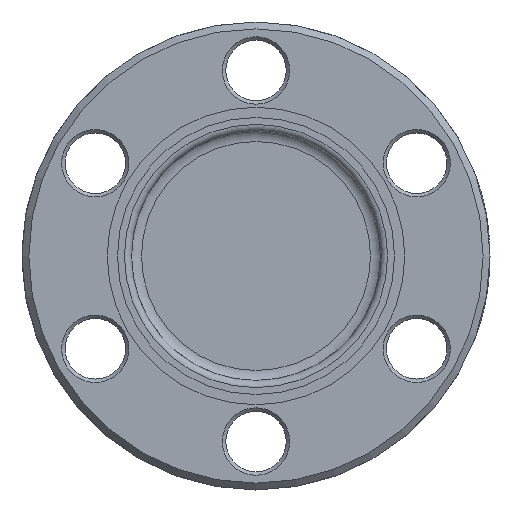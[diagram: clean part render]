
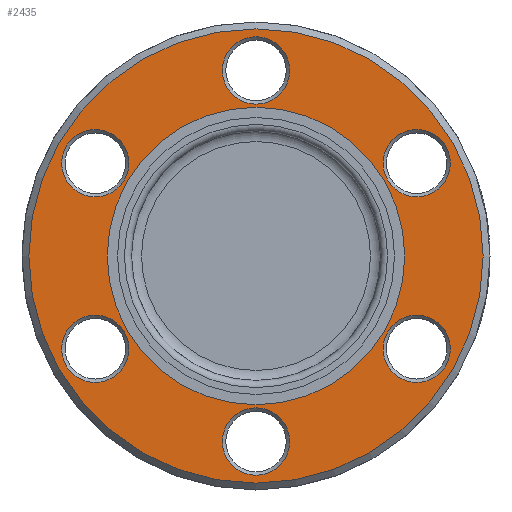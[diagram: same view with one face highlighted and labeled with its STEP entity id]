
A CAD part, front view. The second image highlights one B-rep face of the part: STEP entity #2435.
In plain terms, the highlighted planar face has unit normal (0, -1, 0).
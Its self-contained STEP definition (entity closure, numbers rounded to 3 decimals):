
#228=FACE_BOUND('',#461,.T.);
#229=FACE_BOUND('',#462,.T.);
#230=FACE_BOUND('',#463,.T.);
#231=FACE_BOUND('',#464,.T.);
#232=FACE_BOUND('',#465,.T.);
#233=FACE_BOUND('',#466,.T.);
#234=FACE_BOUND('',#467,.T.);
#256=PLANE('',#2679);
#312=FACE_OUTER_BOUND('',#460,.T.);
#460=EDGE_LOOP('',(#1668));
#461=EDGE_LOOP('',(#1669));
#462=EDGE_LOOP('',(#1670));
#463=EDGE_LOOP('',(#1671));
#464=EDGE_LOOP('',(#1672));
#465=EDGE_LOOP('',(#1673));
#466=EDGE_LOOP('',(#1674));
#467=EDGE_LOOP('',(#1675));
#925=CIRCLE('',#2678,16.525);
#926=CIRCLE('',#2680,2.45);
#927=CIRCLE('',#2681,2.45);
#928=CIRCLE('',#2682,2.45);
#929=CIRCLE('',#2683,10.825);
#930=CIRCLE('',#2684,2.45);
#931=CIRCLE('',#2685,2.45);
#932=CIRCLE('',#2686,2.45);
#1041=VERTEX_POINT('',#3589);
#1042=VERTEX_POINT('',#3593);
#1043=VERTEX_POINT('',#3595);
#1044=VERTEX_POINT('',#3597);
#1045=VERTEX_POINT('',#3599);
#1046=VERTEX_POINT('',#3601);
#1047=VERTEX_POINT('',#3603);
#1048=VERTEX_POINT('',#3605);
#1289=EDGE_CURVE('',#1041,#1041,#925,.T.);
#1290=EDGE_CURVE('',#1042,#1042,#926,.T.);
#1291=EDGE_CURVE('',#1043,#1043,#927,.T.);
#1292=EDGE_CURVE('',#1044,#1044,#928,.T.);
#1293=EDGE_CURVE('',#1045,#1045,#929,.T.);
#1294=EDGE_CURVE('',#1046,#1046,#930,.T.);
#1295=EDGE_CURVE('',#1047,#1047,#931,.T.);
#1296=EDGE_CURVE('',#1048,#1048,#932,.T.);
#1668=ORIENTED_EDGE('',*,*,#1289,.F.);
#1669=ORIENTED_EDGE('',*,*,#1290,.F.);
#1670=ORIENTED_EDGE('',*,*,#1291,.F.);
#1671=ORIENTED_EDGE('',*,*,#1292,.F.);
#1672=ORIENTED_EDGE('',*,*,#1293,.T.);
#1673=ORIENTED_EDGE('',*,*,#1294,.F.);
#1674=ORIENTED_EDGE('',*,*,#1295,.F.);
#1675=ORIENTED_EDGE('',*,*,#1296,.F.);
#2435=ADVANCED_FACE('',(#312,#228,#229,#230,#231,#232,#233,#234),#256,.T.);
#2678=AXIS2_PLACEMENT_3D('',#3591,#2939,#2940);
#2679=AXIS2_PLACEMENT_3D('',#3592,#2941,#2942);
#2680=AXIS2_PLACEMENT_3D('',#3594,#2943,#2944);
#2681=AXIS2_PLACEMENT_3D('',#3596,#2945,#2946);
#2682=AXIS2_PLACEMENT_3D('',#3598,#2947,#2948);
#2683=AXIS2_PLACEMENT_3D('',#3600,#2949,#2950);
#2684=AXIS2_PLACEMENT_3D('',#3602,#2951,#2952);
#2685=AXIS2_PLACEMENT_3D('',#3604,#2953,#2954);
#2686=AXIS2_PLACEMENT_3D('',#3606,#2955,#2956);
#2939=DIRECTION('center_axis',(0.,1.,0.));
#2940=DIRECTION('ref_axis',(1.,0.,0.));
#2941=DIRECTION('center_axis',(0.,-1.,0.));
#2942=DIRECTION('ref_axis',(0.,0.,-1.));
#2943=DIRECTION('center_axis',(0.,-1.,0.));
#2944=DIRECTION('ref_axis',(0.5,0.,0.866));
#2945=DIRECTION('center_axis',(0.,-1.,0.));
#2946=DIRECTION('ref_axis',(-1.,0.,0.));
#2947=DIRECTION('center_axis',(0.,-1.,0.));
#2948=DIRECTION('ref_axis',(0.5,0.,-0.866));
#2949=DIRECTION('center_axis',(0.,1.,0.));
#2950=DIRECTION('ref_axis',(1.,0.,0.));
#2951=DIRECTION('center_axis',(0.,-1.,0.));
#2952=DIRECTION('ref_axis',(1.,0.,0.));
#2953=DIRECTION('center_axis',(0.,-1.,0.));
#2954=DIRECTION('ref_axis',(-0.5,0.,-0.866));
#2955=DIRECTION('center_axis',(0.,-1.,0.));
#2956=DIRECTION('ref_axis',(-0.5,0.,0.866));
#3589=CARTESIAN_POINT('',(-16.525,0.,0.));
#3591=CARTESIAN_POINT('Origin',(0.,0.,0.));
#3592=CARTESIAN_POINT('Origin',(-17.025,0.,0.));
#3593=CARTESIAN_POINT('',(10.466,0.,-8.872));
#3594=CARTESIAN_POINT('Origin',(11.691,0.,-6.75));
#3595=CARTESIAN_POINT('',(2.45,0.,13.5));
#3596=CARTESIAN_POINT('Origin',(0.,0.,
13.5));
#3597=CARTESIAN_POINT('',(-12.916,0.,-4.628));
#3598=CARTESIAN_POINT('Origin',(-11.691,0.,
-6.75));
#3599=CARTESIAN_POINT('',(10.825,0.,0.));
#3600=CARTESIAN_POINT('Origin',(0.,0.,0.));
#3601=CARTESIAN_POINT('',(-2.45,0.,-13.5));
#3602=CARTESIAN_POINT('Origin',(0.,0.,-13.5));
#3603=CARTESIAN_POINT('',(-10.466,0.,8.872));
#3604=CARTESIAN_POINT('Origin',(-11.691,0.,
6.75));
#3605=CARTESIAN_POINT('',(12.916,0.,4.628));
#3606=CARTESIAN_POINT('Origin',(11.691,0.,6.75));
